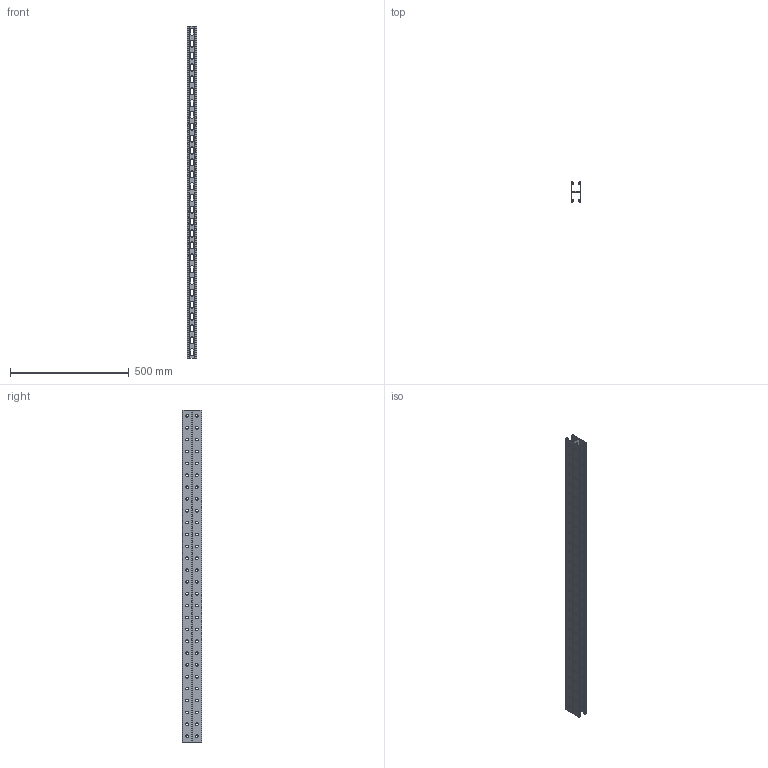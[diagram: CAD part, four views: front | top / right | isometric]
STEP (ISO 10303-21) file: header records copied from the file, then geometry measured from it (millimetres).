
FILE_DESCRIPTION (( 'STEP AP203' ), '1' );
FILE_NAME ('Äâîéíîé STRUT-ïðîôèëü_h41-L1400.step', '2022-01-25T05:04:09', ( '' ), ( '' ), 'SwSTEP 2.0', 'SolidWorks 2017', '' );
FILE_SCHEMA (( 'CONFIG_CONTROL_DESIGN' ));
Length unit declared in the file: millimetre
Products named in the file (2): STRUT-镳铘桦黖h41-1400; Äâîéíîé STRUT-ïðîôèëü_h41-L1400
Assembly tree (2 placements, depth 2):
  Äâîéíîé STRUT-ïðîôèëü_h41-L1400
    STRUT-镳铘桦黖h41-1400  x2
Bounding box: 41 x 82 x 1400 mm (x, y, z)
Volume: 710880.8 mm3; surface area: 751015.2 mm2
Topology: 2 solids, 2 shells, 3968 faces, 11844 edges, 7880 vertices
Faces by surface type: plane 3620, cylinder 348
Entity records: 66126 total; most frequent: CARTESIAN_POINT 11851, ORIENTED_EDGE 11844, DIRECTION 10248, EDGE_CURVE 5922, LINE 5574, VECTOR 5574, VERTEX_POINT 3940, AXIS2_PLACEMENT_3D 2337
